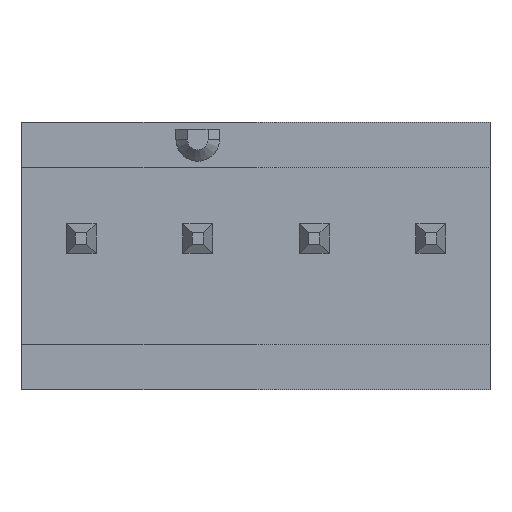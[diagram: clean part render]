
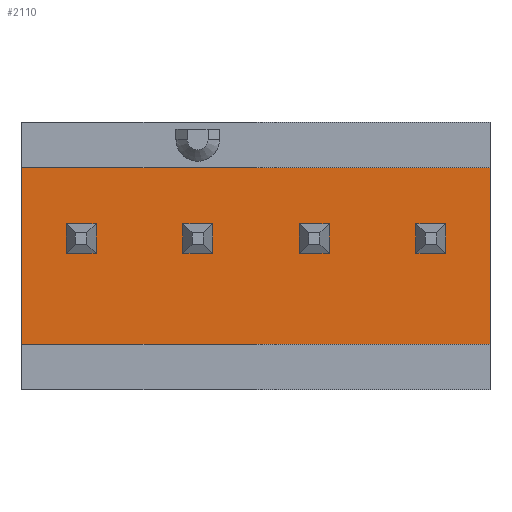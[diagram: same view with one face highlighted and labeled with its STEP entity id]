
A CAD part, front view. The second image highlights one B-rep face of the part: STEP entity #2110.
In plain terms, the highlighted planar face has unit normal (0, -1, 0).
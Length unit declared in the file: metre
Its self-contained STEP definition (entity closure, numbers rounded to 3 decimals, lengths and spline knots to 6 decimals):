
#798=ORIENTED_EDGE('',*,*,#878,.T.);
#799=ORIENTED_EDGE('',*,*,#902,.T.);
#800=ORIENTED_EDGE('',*,*,#900,.F.);
#801=ORIENTED_EDGE('',*,*,#911,.F.);
#802=ORIENTED_EDGE('',*,*,#918,.T.);
#803=ORIENTED_EDGE('',*,*,#942,.T.);
#804=ORIENTED_EDGE('',*,*,#940,.F.);
#805=ORIENTED_EDGE('',*,*,#951,.F.);
#806=ORIENTED_EDGE('',*,*,#958,.T.);
#807=ORIENTED_EDGE('',*,*,#982,.T.);
#808=ORIENTED_EDGE('',*,*,#980,.F.);
#809=ORIENTED_EDGE('',*,*,#991,.F.);
#810=ORIENTED_EDGE('',*,*,#998,.T.);
#811=ORIENTED_EDGE('',*,*,#1022,.T.);
#812=ORIENTED_EDGE('',*,*,#1020,.F.);
#813=ORIENTED_EDGE('',*,*,#1031,.F.);
#814=ORIENTED_EDGE('',*,*,#1080,.T.);
#815=ORIENTED_EDGE('',*,*,#1040,.F.);
#816=ORIENTED_EDGE('',*,*,#1078,.F.);
#817=ORIENTED_EDGE('',*,*,#1081,.T.);
#878=EDGE_CURVE('',#1108,#1106,#1257,.T.);
#900=EDGE_CURVE('',#1122,#1123,#1279,.T.);
#902=EDGE_CURVE('',#1106,#1123,#1281,.T.);
#911=EDGE_CURVE('',#1108,#1122,#1290,.T.);
#918=EDGE_CURVE('',#1132,#1130,#1297,.T.);
#940=EDGE_CURVE('',#1146,#1147,#1319,.T.);
#942=EDGE_CURVE('',#1130,#1147,#1321,.T.);
#951=EDGE_CURVE('',#1132,#1146,#1330,.T.);
#958=EDGE_CURVE('',#1156,#1154,#1337,.T.);
#980=EDGE_CURVE('',#1170,#1171,#1359,.T.);
#982=EDGE_CURVE('',#1154,#1171,#1361,.T.);
#991=EDGE_CURVE('',#1156,#1170,#1370,.T.);
#998=EDGE_CURVE('',#1180,#1178,#1377,.T.);
#1020=EDGE_CURVE('',#1194,#1195,#1399,.T.);
#1022=EDGE_CURVE('',#1178,#1195,#1401,.T.);
#1031=EDGE_CURVE('',#1180,#1194,#1410,.T.);
#1040=EDGE_CURVE('',#1205,#1206,#1418,.T.);
#1078=EDGE_CURVE('',#1231,#1205,#1455,.T.);
#1080=EDGE_CURVE('',#1232,#1206,#1457,.T.);
#1081=EDGE_CURVE('',#1231,#1232,#1458,.T.);
#1106=VERTEX_POINT('',#3075);
#1108=VERTEX_POINT('',#3078);
#1122=VERTEX_POINT('',#3121);
#1123=VERTEX_POINT('',#3123);
#1130=VERTEX_POINT('',#3157);
#1132=VERTEX_POINT('',#3160);
#1146=VERTEX_POINT('',#3203);
#1147=VERTEX_POINT('',#3205);
#1154=VERTEX_POINT('',#3239);
#1156=VERTEX_POINT('',#3242);
#1170=VERTEX_POINT('',#3285);
#1171=VERTEX_POINT('',#3287);
#1178=VERTEX_POINT('',#3321);
#1180=VERTEX_POINT('',#3324);
#1194=VERTEX_POINT('',#3367);
#1195=VERTEX_POINT('',#3369);
#1205=VERTEX_POINT('',#3407);
#1206=VERTEX_POINT('',#3409);
#1231=VERTEX_POINT('',#3485);
#1232=VERTEX_POINT('',#3489);
#1257=LINE('',#3077,#1488);
#1279=LINE('',#3122,#1510);
#1281=LINE('',#3126,#1512);
#1290=LINE('',#3143,#1521);
#1297=LINE('',#3159,#1528);
#1319=LINE('',#3204,#1550);
#1321=LINE('',#3208,#1552);
#1330=LINE('',#3225,#1561);
#1337=LINE('',#3241,#1568);
#1359=LINE('',#3286,#1590);
#1361=LINE('',#3290,#1592);
#1370=LINE('',#3307,#1601);
#1377=LINE('',#3323,#1608);
#1399=LINE('',#3368,#1630);
#1401=LINE('',#3372,#1632);
#1410=LINE('',#3389,#1641);
#1418=LINE('',#3408,#1649);
#1455=LINE('',#3484,#1686);
#1457=LINE('',#3488,#1688);
#1458=LINE('',#3490,#1689);
#1488=VECTOR('',#2608,1.);
#1510=VECTOR('',#2646,1.);
#1512=VECTOR('',#2650,1.);
#1521=VECTOR('',#2671,1.);
#1528=VECTOR('',#2684,1.);
#1550=VECTOR('',#2722,1.);
#1552=VECTOR('',#2726,1.);
#1561=VECTOR('',#2747,1.);
#1568=VECTOR('',#2760,1.);
#1590=VECTOR('',#2798,1.);
#1592=VECTOR('',#2802,1.);
#1601=VECTOR('',#2823,1.);
#1608=VECTOR('',#2836,1.);
#1630=VECTOR('',#2874,1.);
#1632=VECTOR('',#2878,1.);
#1641=VECTOR('',#2899,1.);
#1649=VECTOR('',#2913,1.);
#1686=VECTOR('',#2978,1.);
#1688=VECTOR('',#2982,1.);
#1689=VECTOR('',#2983,1.);
#1797=EDGE_LOOP('',(#798,#799,#800,#801));
#1798=EDGE_LOOP('',(#802,#803,#804,#805));
#1799=EDGE_LOOP('',(#806,#807,#808,#809));
#1800=EDGE_LOOP('',(#810,#811,#812,#813));
#1801=EDGE_LOOP('',(#814,#815,#816,#817));
#1907=FACE_BOUND('',#1797,.T.);
#1908=FACE_BOUND('',#1798,.T.);
#1909=FACE_BOUND('',#1799,.T.);
#1910=FACE_BOUND('',#1800,.T.);
#1911=FACE_BOUND('',#1801,.T.);
#2009=PLANE('',#2512);
#2110=ADVANCED_FACE('',(#1907,#1908,#1909,#1910,#1911),#2009,.T.);
#2512=AXIS2_PLACEMENT_3D('',#3487,#2980,#2981);
#2608=DIRECTION('',(0.,0.,1.));
#2646=DIRECTION('',(0.,0.,1.));
#2650=DIRECTION('',(1.,0.,0.));
#2671=DIRECTION('',(1.,0.,0.));
#2684=DIRECTION('',(0.,0.,1.));
#2722=DIRECTION('',(0.,0.,1.));
#2726=DIRECTION('',(1.,0.,0.));
#2747=DIRECTION('',(1.,0.,0.));
#2760=DIRECTION('',(0.,0.,1.));
#2798=DIRECTION('',(0.,0.,1.));
#2802=DIRECTION('',(1.,0.,0.));
#2823=DIRECTION('',(1.,0.,0.));
#2836=DIRECTION('',(0.,0.,1.));
#2874=DIRECTION('',(0.,0.,1.));
#2878=DIRECTION('',(1.,0.,0.));
#2899=DIRECTION('',(1.,0.,0.));
#2913=DIRECTION('',(0.,0.,-1.));
#2978=DIRECTION('',(1.,0.,0.));
#2980=DIRECTION('',(0.,-1.,0.));
#2981=DIRECTION('',(0.,0.,-1.));
#2982=DIRECTION('',(1.,0.,0.));
#2983=DIRECTION('',(0.,0.,-1.));
#3075=CARTESIAN_POINT('',(-0.004135,-0.0021,0.000325));
#3077=CARTESIAN_POINT('',(-0.004135,-0.0021,-0.000325));
#3078=CARTESIAN_POINT('',(-0.004135,-0.0021,-0.000325));
#3121=CARTESIAN_POINT('',(-0.003485,-0.0021,-0.000325));
#3122=CARTESIAN_POINT('',(-0.003485,-0.0021,-0.000325));
#3123=CARTESIAN_POINT('',(-0.003485,-0.0021,0.000325));
#3126=CARTESIAN_POINT('',(-0.004135,-0.0021,0.000325));
#3143=CARTESIAN_POINT('',(-0.004135,-0.0021,-0.000325));
#3157=CARTESIAN_POINT('',(-0.001595,-0.0021,0.000325));
#3159=CARTESIAN_POINT('',(-0.001595,-0.0021,-0.000325));
#3160=CARTESIAN_POINT('',(-0.001595,-0.0021,-0.000325));
#3203=CARTESIAN_POINT('',(-0.000945,-0.0021,-0.000325));
#3204=CARTESIAN_POINT('',(-0.000945,-0.0021,-0.000325));
#3205=CARTESIAN_POINT('',(-0.000945,-0.0021,0.000325));
#3208=CARTESIAN_POINT('',(-0.001595,-0.0021,0.000325));
#3225=CARTESIAN_POINT('',(-0.001595,-0.0021,-0.000325));
#3239=CARTESIAN_POINT('',(0.000945,-0.0021,0.000325));
#3241=CARTESIAN_POINT('',(0.000945,-0.0021,-0.000325));
#3242=CARTESIAN_POINT('',(0.000945,-0.0021,-0.000325));
#3285=CARTESIAN_POINT('',(0.001595,-0.0021,-0.000325));
#3286=CARTESIAN_POINT('',(0.001595,-0.0021,-0.000325));
#3287=CARTESIAN_POINT('',(0.001595,-0.0021,0.000325));
#3290=CARTESIAN_POINT('',(0.000945,-0.0021,0.000325));
#3307=CARTESIAN_POINT('',(0.000945,-0.0021,-0.000325));
#3321=CARTESIAN_POINT('',(0.003485,-0.0021,0.000325));
#3323=CARTESIAN_POINT('',(0.003485,-0.0021,-0.000325));
#3324=CARTESIAN_POINT('',(0.003485,-0.0021,-0.000325));
#3367=CARTESIAN_POINT('',(0.004135,-0.0021,-0.000325));
#3368=CARTESIAN_POINT('',(0.004135,-0.0021,-0.000325));
#3369=CARTESIAN_POINT('',(0.004135,-0.0021,0.000325));
#3372=CARTESIAN_POINT('',(0.003485,-0.0021,0.000325));
#3389=CARTESIAN_POINT('',(0.003485,-0.0021,-0.000325));
#3407=CARTESIAN_POINT('',(0.0051,-0.0021,0.00154));
#3408=CARTESIAN_POINT('',(0.0051,-0.0021,0.00154));
#3409=CARTESIAN_POINT('',(0.0051,-0.0021,-0.0023));
#3484=CARTESIAN_POINT('',(-0.0051,-0.0021,0.00154));
#3485=CARTESIAN_POINT('',(-0.0051,-0.0021,0.00154));
#3487=CARTESIAN_POINT('',(-0.0051,-0.0021,0.00154));
#3488=CARTESIAN_POINT('',(-0.0051,-0.0021,-0.0023));
#3489=CARTESIAN_POINT('',(-0.0051,-0.0021,-0.0023));
#3490=CARTESIAN_POINT('',(-0.0051,-0.0021,0.00154));
